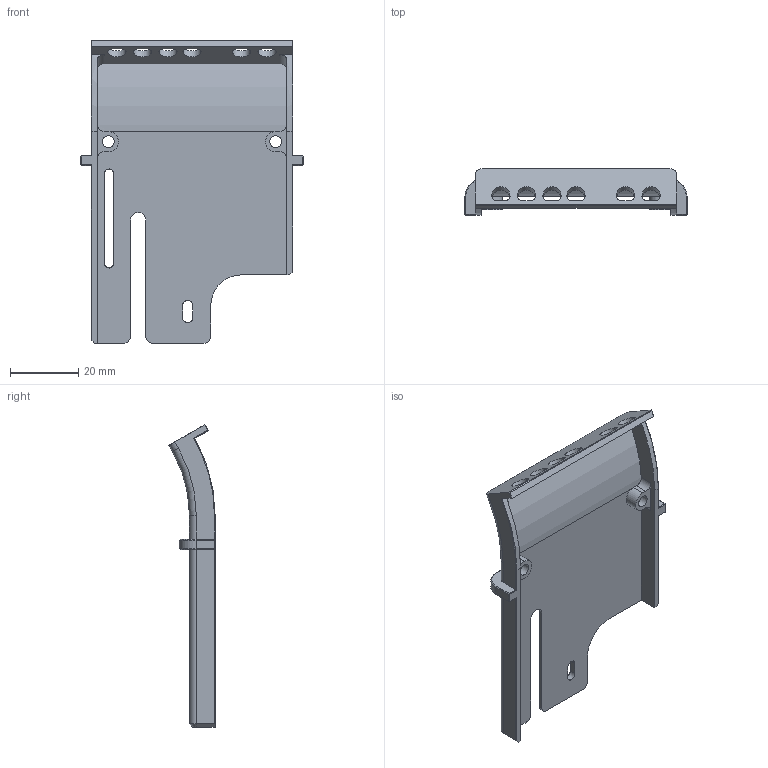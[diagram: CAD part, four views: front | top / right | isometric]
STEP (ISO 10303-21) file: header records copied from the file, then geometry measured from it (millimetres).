
FILE_DESCRIPTION(/* description */ (''),/* implementation_level */ '2;1');
FILE_NAME(/* name */ 'polygraph1.step',/* time_stamp */ '2025-10-22T00:18:11+09:00',/* author */ (''),/* organization */ (''),/* preprocessor_version */ 'ST-DEVELOPER v20.1',/* originating_system */ 'Autodesk Translation Framework v14.17.0.0',/* authorisation */ '');
FILE_SCHEMA (('AUTOMOTIVE_DESIGN { 1 0 10303 214 3 1 1 }'));
Length unit declared in the file: millimetre
Products named in the file (1): Fusion コンポーネント
Bounding box: 65 x 13.52 x 88.51 mm (x, y, z)
Volume: 11331.6 mm3; surface area: 12638.6 mm2
Topology: 1 solids, 1 shells, 167 faces, 435 edges, 270 vertices
Faces by surface type: plane 87, cylinder 53, cone 23, bspline 2, torus 2
Full cylindrical faces by diameter (mm): 3.5 x2
Entity records: 5224 total; most frequent: CARTESIAN_POINT 999, DIRECTION 878, ORIENTED_EDGE 870, EDGE_CURVE 435, AXIS2_PLACEMENT_3D 293, LINE 292, VECTOR 292, VERTEX_POINT 270
